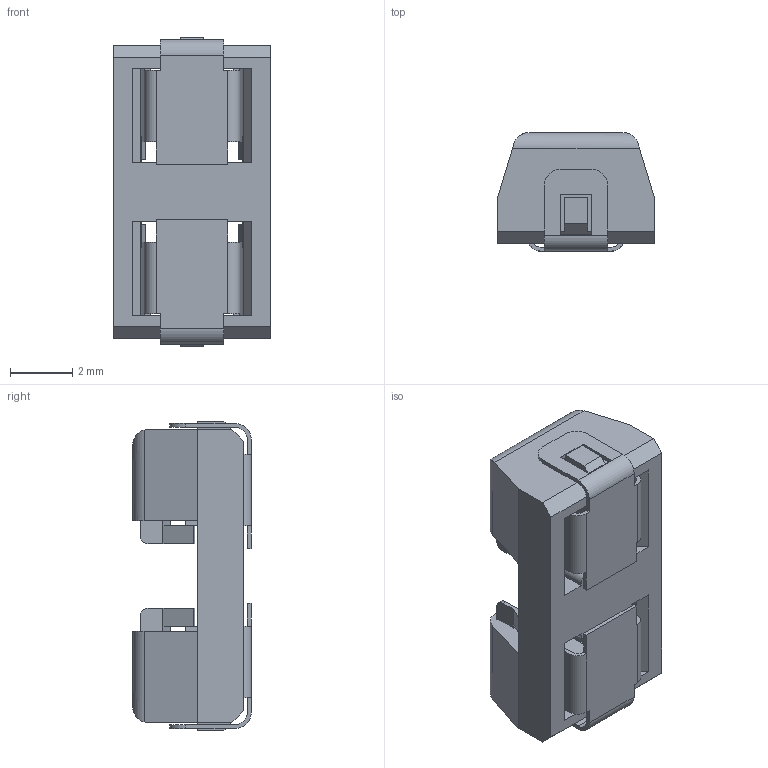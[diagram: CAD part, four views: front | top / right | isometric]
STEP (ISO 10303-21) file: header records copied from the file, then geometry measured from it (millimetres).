
FILE_DESCRIPTION(/* description */ (''),/* implementation_level */ '2;1');
FILE_NAME(/* name */ '01550900M.stp',/* time_stamp */ '2018-09-26T12:17:55-05:00',/* author */ ('lmartinez4'),/* organization */ (''),/* preprocessor_version */ 'ST-DEVELOPER v16.5',/* originating_system */ 'Autodesk Inventor 2017',/* authorisation */ '');
FILE_SCHEMA (('AUTOMOTIVE_DESIGN { 1 0 10303 214 3 1 1 }'));
Length unit declared in the file: inch
Products named in the file (4): 01550900M; 883-059; 155900-4-010; 883-059_MIR
Assembly tree (3 placements, depth 2):
  01550900M
    883-059
    155900-4-010
    883-059_MIR
Bounding box: 5.03 x 3.8 x 9.91 mm (x, y, z)
Volume: 78.8 mm3; surface area: 358.7 mm2
Topology: 3 solids, 3 shells, 202 faces, 574 edges, 376 vertices
Faces by surface type: plane 168, cylinder 34
Entity records: 6817 total; most frequent: CARTESIAN_POINT 1159, ORIENTED_EDGE 1148, DIRECTION 1060, EDGE_CURVE 574, LINE 506, VECTOR 506, VERTEX_POINT 376, AXIS2_PLACEMENT_3D 277
